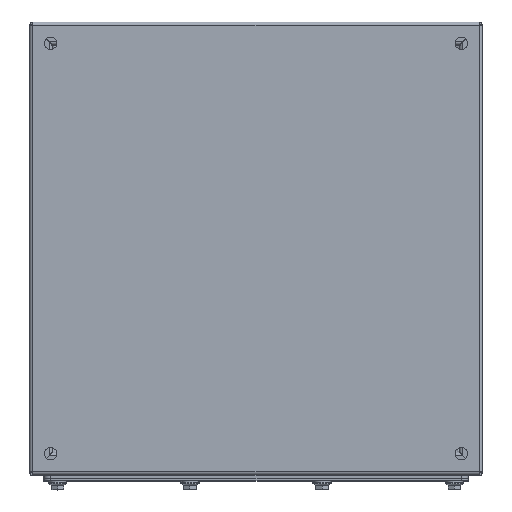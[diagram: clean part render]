
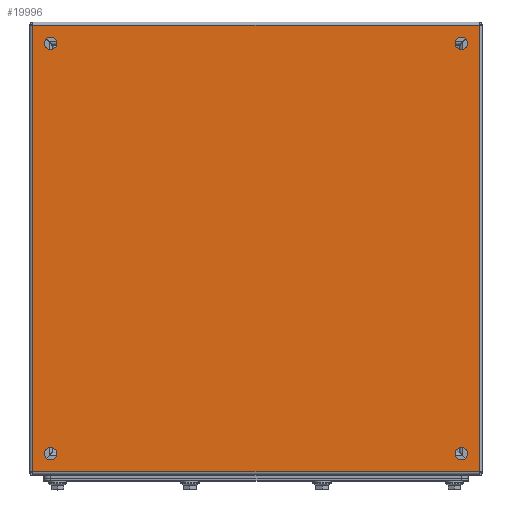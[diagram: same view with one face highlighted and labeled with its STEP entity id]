
A CAD part, top view. The second image highlights one B-rep face of the part: STEP entity #19996.
In plain terms, the highlighted face is planar.
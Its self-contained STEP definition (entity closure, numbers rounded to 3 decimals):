
#724=FACE_BOUND('',#3167,.T.);
#725=FACE_BOUND('',#3168,.T.);
#726=FACE_BOUND('',#3169,.T.);
#727=FACE_BOUND('',#3170,.T.);
#1396=PLANE('',#21690);
#1974=FACE_OUTER_BOUND('',#3166,.T.);
#3166=EDGE_LOOP('',(#13871,#13872,#13873,#13874));
#3167=EDGE_LOOP('',(#13875));
#3168=EDGE_LOOP('',(#13876));
#3169=EDGE_LOOP('',(#13877));
#3170=EDGE_LOOP('',(#13878));
#4553=LINE('',#31165,#6023);
#4560=LINE('',#31186,#6030);
#4566=LINE('',#31205,#6036);
#4572=LINE('',#31223,#6042);
#6023=VECTOR('',#24375,0.394);
#6030=VECTOR('',#24404,0.394);
#6036=VECTOR('',#24432,0.394);
#6042=VECTOR('',#24460,0.394);
#7179=CIRCLE('',#21514,0.219);
#7181=CIRCLE('',#21517,0.219);
#7183=CIRCLE('',#21520,0.219);
#7185=CIRCLE('',#21523,0.219);
#8225=VERTEX_POINT('',#29913);
#8227=VERTEX_POINT('',#29919);
#8229=VERTEX_POINT('',#29925);
#8231=VERTEX_POINT('',#29931);
#8393=VERTEX_POINT('',#31162);
#8394=VERTEX_POINT('',#31164);
#8397=VERTEX_POINT('',#31185);
#8399=VERTEX_POINT('',#31203);
#10132=EDGE_CURVE('',#8225,#8225,#7179,.T.);
#10135=EDGE_CURVE('',#8227,#8227,#7181,.T.);
#10138=EDGE_CURVE('',#8229,#8229,#7183,.T.);
#10141=EDGE_CURVE('',#8231,#8231,#7185,.T.);
#10421=EDGE_CURVE('',#8394,#8393,#4553,.T.);
#10432=EDGE_CURVE('',#8397,#8394,#4560,.T.);
#10442=EDGE_CURVE('',#8393,#8399,#4566,.T.);
#10452=EDGE_CURVE('',#8399,#8397,#4572,.T.);
#13871=ORIENTED_EDGE('',*,*,#10421,.T.);
#13872=ORIENTED_EDGE('',*,*,#10442,.T.);
#13873=ORIENTED_EDGE('',*,*,#10452,.T.);
#13874=ORIENTED_EDGE('',*,*,#10432,.T.);
#13875=ORIENTED_EDGE('',*,*,#10132,.T.);
#13876=ORIENTED_EDGE('',*,*,#10135,.T.);
#13877=ORIENTED_EDGE('',*,*,#10138,.T.);
#13878=ORIENTED_EDGE('',*,*,#10141,.T.);
#19996=ADVANCED_FACE('',(#1974,#724,#725,#726,#727),#1396,.F.);
#21514=AXIS2_PLACEMENT_3D('',#29914,#23885,#23886);
#21517=AXIS2_PLACEMENT_3D('',#29920,#23892,#23893);
#21520=AXIS2_PLACEMENT_3D('',#29926,#23899,#23900);
#21523=AXIS2_PLACEMENT_3D('',#29932,#23906,#23907);
#21690=AXIS2_PLACEMENT_3D('',#31238,#24485,#24486);
#23885=DIRECTION('center_axis',(0.,0.,1.));
#23886=DIRECTION('ref_axis',(1.,0.,0.));
#23892=DIRECTION('center_axis',(0.,0.,1.));
#23893=DIRECTION('ref_axis',(1.,0.,0.));
#23899=DIRECTION('center_axis',(0.,0.,1.));
#23900=DIRECTION('ref_axis',(1.,0.,0.));
#23906=DIRECTION('center_axis',(0.,0.,1.));
#23907=DIRECTION('ref_axis',(1.,0.,0.));
#24375=DIRECTION('',(-1.,0.,0.));
#24404=DIRECTION('',(0.,-1.,0.));
#24432=DIRECTION('',(0.,1.,0.));
#24460=DIRECTION('',(1.,0.,0.));
#24485=DIRECTION('center_axis',(0.,0.,1.));
#24486=DIRECTION('ref_axis',(1.,0.,0.));
#29913=CARTESIAN_POINT('',(0.531,0.75,0.));
#29914=CARTESIAN_POINT('Origin',(0.75,0.75,0.));
#29919=CARTESIAN_POINT('',(15.031,0.75,0.));
#29920=CARTESIAN_POINT('Origin',(15.25,0.75,0.));
#29925=CARTESIAN_POINT('',(0.531,15.25,0.));
#29926=CARTESIAN_POINT('Origin',(0.75,15.25,0.));
#29931=CARTESIAN_POINT('',(15.031,15.25,0.));
#29932=CARTESIAN_POINT('Origin',(15.25,15.25,0.));
#31162=CARTESIAN_POINT('',(0.121,0.121,0.));
#31164=CARTESIAN_POINT('',(15.879,0.121,0.));
#31165=CARTESIAN_POINT('',(11.94,0.121,0.));
#31185=CARTESIAN_POINT('',(15.879,15.879,0.));
#31186=CARTESIAN_POINT('',(15.879,11.94,0.));
#31203=CARTESIAN_POINT('',(0.121,15.879,0.));
#31205=CARTESIAN_POINT('',(0.121,4.06,0.));
#31223=CARTESIAN_POINT('',(4.06,15.879,0.));
#31238=CARTESIAN_POINT('Origin',(8.,8.,0.));
